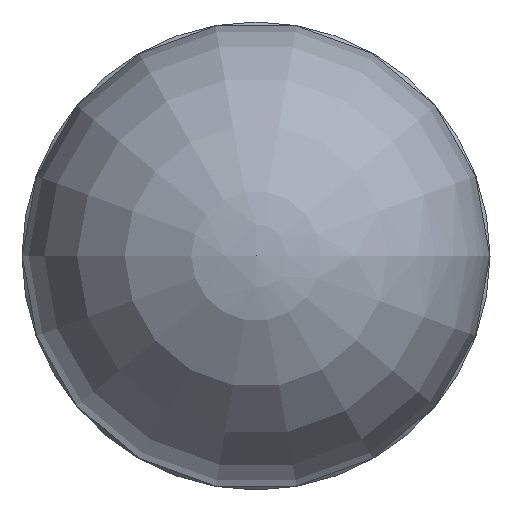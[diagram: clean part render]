
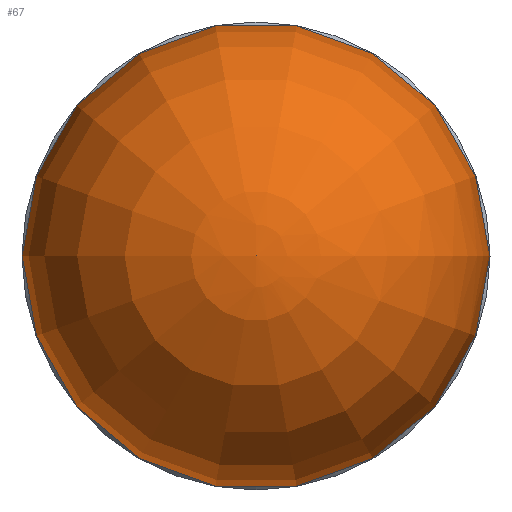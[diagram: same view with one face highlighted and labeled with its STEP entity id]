
A CAD part, left-side view. The second image highlights one B-rep face of the part: STEP entity #67.
In plain terms, the highlighted face is a revolution surface.
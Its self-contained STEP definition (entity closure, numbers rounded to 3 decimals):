
#67=ADVANCED_FACE('',(#86,#87),#80,.T.);
#80=SURFACE_OF_REVOLUTION('',#84,#82);
#82=AXIS1_PLACEMENT('',#271,#211);
#84=B_SPLINE_CURVE_WITH_KNOTS('',3,(#259,#260,#261,#262,#263,#264,#265,
#266,#267,#268,#269,#270),.UNSPECIFIED.,.F.,.F.,(4,2,2,2,2,4),(0.,0.31,
0.465,0.62,0.93,1.),.UNSPECIFIED.);
#85=VERTEX_LOOP('',#151);
#86=FACE_BOUND('',#106,.T.);
#87=FACE_BOUND('',#85,.T.);
#106=EDGE_LOOP('',(#128));
#128=ORIENTED_EDGE('',*,*,#162,.F.);
#150=VERTEX_POINT('',#257);
#151=VERTEX_POINT('',#258);
#162=EDGE_CURVE('',#150,#150,#173,.T.);
#173=CIRCLE('',#185,7.518);
#185=AXIS2_PLACEMENT_3D('',#256,#209,#210);
#209=DIRECTION('',(1.,0.,0.));
#210=DIRECTION('',(0.,0.,-1.));
#211=DIRECTION('',(1.,0.,0.));
#256=CARTESIAN_POINT('',(10.736,0.,0.));
#257=CARTESIAN_POINT('',(10.736,0.,-7.518));
#258=CARTESIAN_POINT('',(0.,0.,0.));
#259=CARTESIAN_POINT('',(0.,0.,0.));
#260=CARTESIAN_POINT('',(0.,-1.283,0.));
#261=CARTESIAN_POINT('',(0.332,-2.799,0.));
#262=CARTESIAN_POINT('',(1.603,-4.872,0.));
#263=CARTESIAN_POINT('',(2.151,-5.524,0.));
#264=CARTESIAN_POINT('',(3.451,-6.636,0.));
#265=CARTESIAN_POINT('',(4.202,-7.093,0.));
#266=CARTESIAN_POINT('',(6.589,-8.06,0.));
#267=CARTESIAN_POINT('',(8.331,-8.132,0.));
#268=CARTESIAN_POINT('',(10.118,-7.722,0.));
#269=CARTESIAN_POINT('',(10.434,-7.627,0.));
#270=CARTESIAN_POINT('',(10.736,-7.518,0.));
#271=CARTESIAN_POINT('',(8.,0.,0.));
